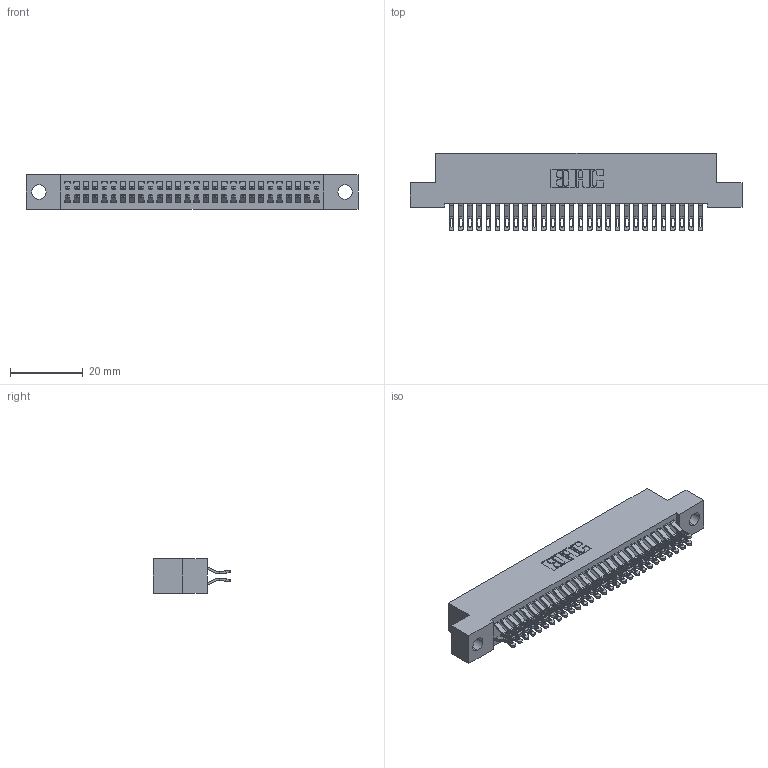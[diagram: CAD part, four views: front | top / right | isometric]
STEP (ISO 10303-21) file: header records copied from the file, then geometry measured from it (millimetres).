
FILE_DESCRIPTION (( 'STEP AP203' ), '1' );
FILE_NAME ('342-056-555-204.STEP', '2018-08-13T03:58:44', ( '' ), ( '' ), 'SwSTEP 2.0', 'SolidWorks 2016', '' );
FILE_SCHEMA (( 'CONFIG_CONTROL_DESIGN' ));
Length unit declared in the file: inch
Products named in the file (3): 342-056-555-204; 342 Part_.156 TH; 345-292-001_555 Tail
Assembly tree (57 placements, depth 2):
  342-056-555-204
    342 Part_.156 TH
    345-292-001_555 Tail  x56
Bounding box: 91.44 x 21.47 x 9.4 mm (x, y, z)
Volume: 8218.2 mm3; surface area: 13398.2 mm2
Topology: 57 solids, 57 shells, 3358 faces, 10547 edges, 7030 vertices
Faces by surface type: plane 1970, cylinder 1388
Entity records: 20021 total; most frequent: CARTESIAN_POINT 3368, ORIENTED_EDGE 3274, DIRECTION 2873, EDGE_CURVE 1637, VECTOR 1489, LINE 1489, VERTEX_POINT 1090, AXIS2_PLACEMENT_3D 692
